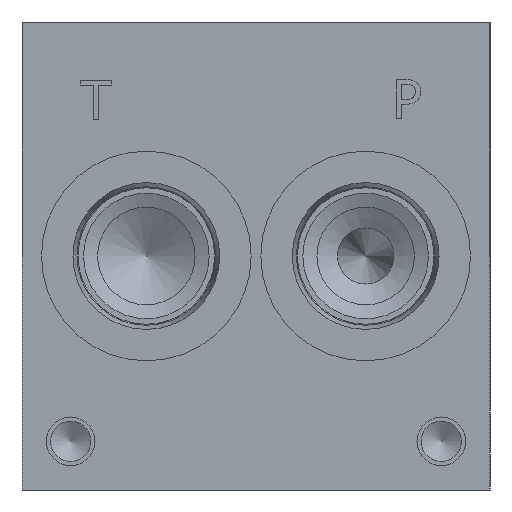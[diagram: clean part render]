
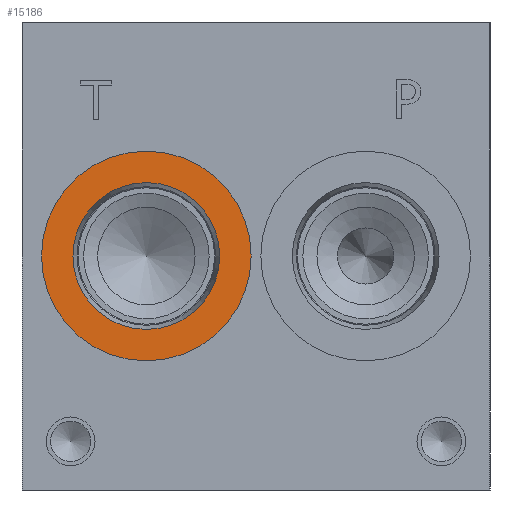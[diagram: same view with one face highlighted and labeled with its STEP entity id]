
A CAD part, left-side view. The second image highlights one B-rep face of the part: STEP entity #15186.
In plain terms, the highlighted planar face has unit normal (-1, 0, 0).
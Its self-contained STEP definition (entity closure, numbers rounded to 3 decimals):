
#283=CIRCLE('',#15890,17.069);
#284=CIRCLE('',#15891,17.069);
#285=CIRCLE('',#15893,11.951);
#286=CIRCLE('',#15894,11.951);
#657=FACE_BOUND('',#2778,.T.);
#1905=FACE_OUTER_BOUND('',#2777,.T.);
#2777=EDGE_LOOP('',(#12658,#12659));
#2778=EDGE_LOOP('',(#12660,#12661));
#6874=VERTEX_POINT('',#25649);
#6875=VERTEX_POINT('',#25651);
#6876=VERTEX_POINT('',#25655);
#6877=VERTEX_POINT('',#25656);
#8891=EDGE_CURVE('',#6874,#6875,#283,.T.);
#8892=EDGE_CURVE('',#6875,#6874,#284,.T.);
#8893=EDGE_CURVE('',#6876,#6877,#285,.T.);
#8894=EDGE_CURVE('',#6877,#6876,#286,.T.);
#12658=ORIENTED_EDGE('',*,*,#8892,.F.);
#12659=ORIENTED_EDGE('',*,*,#8891,.F.);
#12660=ORIENTED_EDGE('',*,*,#8893,.T.);
#12661=ORIENTED_EDGE('',*,*,#8894,.T.);
#13987=PLANE('',#15892);
#15186=ADVANCED_FACE('',(#1905,#657),#13987,.F.);
#15890=AXIS2_PLACEMENT_3D('',#25652,#18594,#18595);
#15891=AXIS2_PLACEMENT_3D('',#25653,#18596,#18597);
#15892=AXIS2_PLACEMENT_3D('',#25654,#18598,#18599);
#15893=AXIS2_PLACEMENT_3D('',#25657,#18600,#18601);
#15894=AXIS2_PLACEMENT_3D('',#25658,#18602,#18603);
#18594=DIRECTION('center_axis',(1.,0.,0.));
#18595=DIRECTION('ref_axis',(0.,0.,-1.));
#18596=DIRECTION('center_axis',(1.,0.,0.));
#18597=DIRECTION('ref_axis',(0.,0.,-1.));
#18598=DIRECTION('center_axis',(1.,0.,0.));
#18599=DIRECTION('ref_axis',(0.,0.,-1.));
#18600=DIRECTION('center_axis',(1.,0.,0.));
#18601=DIRECTION('ref_axis',(0.,0.,-1.));
#18602=DIRECTION('center_axis',(1.,0.,0.));
#18603=DIRECTION('ref_axis',(0.,0.,-1.));
#25649=CARTESIAN_POINT('',(0.787,55.956,21.031));
#25651=CARTESIAN_POINT('',(0.787,55.956,55.169));
#25652=CARTESIAN_POINT('Origin',(0.787,55.956,38.1));
#25653=CARTESIAN_POINT('Origin',(0.787,55.956,38.1));
#25654=CARTESIAN_POINT('Origin',(0.787,55.956,50.051));
#25655=CARTESIAN_POINT('',(0.787,55.956,50.051));
#25656=CARTESIAN_POINT('',(0.787,55.956,26.149));
#25657=CARTESIAN_POINT('Origin',(0.787,55.956,38.1));
#25658=CARTESIAN_POINT('Origin',(0.787,55.956,38.1));
